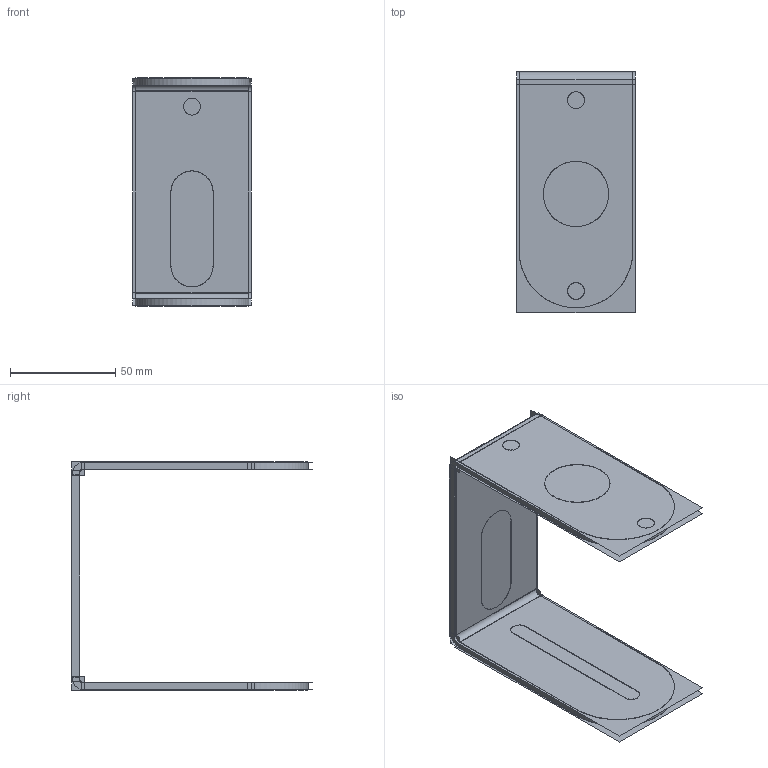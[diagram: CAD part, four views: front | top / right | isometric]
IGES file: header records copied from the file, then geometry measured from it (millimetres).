
Start section:  PTC IGES file: 218921.igs
Global section: file name: 218921.igs; native system: Creo Parametric by PTC Inc.; preprocessor: 2019292; author: PDMAdmin; organization: Unknown; date: 20200807.071901; units: millimetre
Bounding box: 56.16 x 114.32 x 108.4 mm (x, y, z)
Volume: 48163.4 mm3; surface area: 139405.8 mm2
Topology: 1 solids, 1 shells, 76 faces, 372 edges, 464 vertices
Faces by surface type: bspline 40, revolution 36
